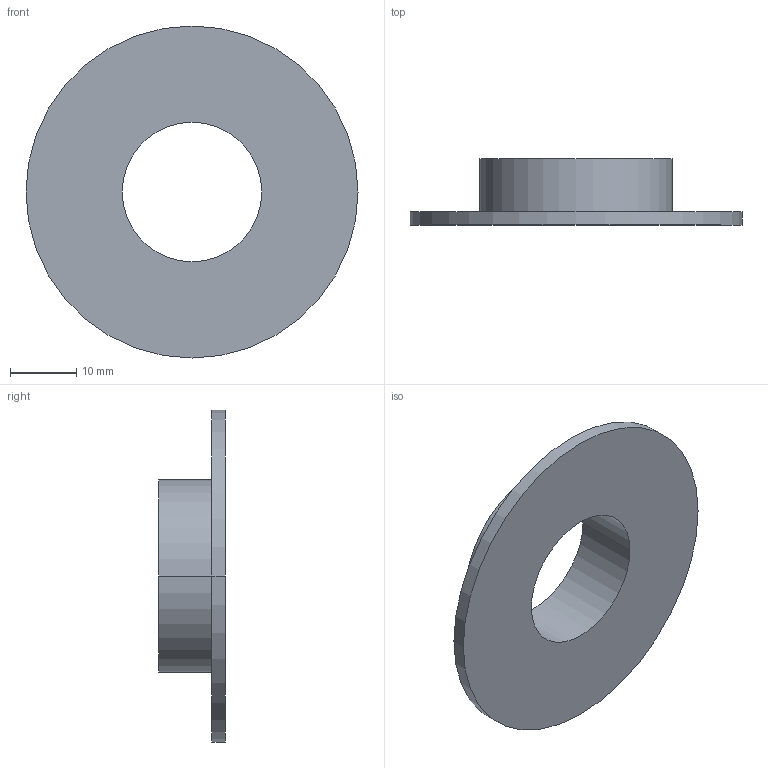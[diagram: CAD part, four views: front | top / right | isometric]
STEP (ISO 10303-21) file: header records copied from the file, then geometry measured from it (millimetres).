
FILE_DESCRIPTION((''),'2;1');
FILE_NAME('50-002019-00118','2020-01-08T14:59:18',('t.kolegar'),('Mechatronic Design & Solutions s.r.o.'),'CREO PARAMETRIC BY PTC INC, 2018020','CREO PARAMETRIC BY PTC INC, 2018020','');
FILE_SCHEMA(('CONFIG_CONTROL_DESIGN'));
Length unit declared in the file: millimetre
Products named in the file (1): 50-002019-00118
Bounding box: 50 x 10 x 50 mm (x, y, z)
Volume: 5747.5 mm3; surface area: 4937 mm2
Topology: 1 solids, 1 shells, 9 faces, 21 edges, 18 vertices
Faces by surface type: cylinder 6, plane 3
Entity records: 310 total; most frequent: DIRECTION 53, CARTESIAN_POINT 43, ORIENTED_EDGE 36, AXIS2_PLACEMENT_3D 22, EDGE_CURVE 18, VERTEX_POINT 12, EDGE_LOOP 12, CIRCLE 12
